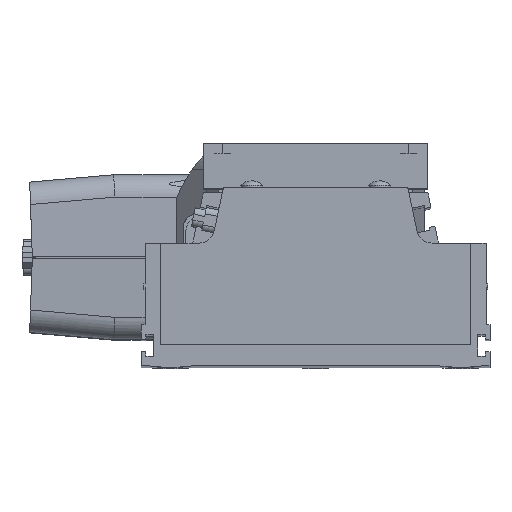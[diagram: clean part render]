
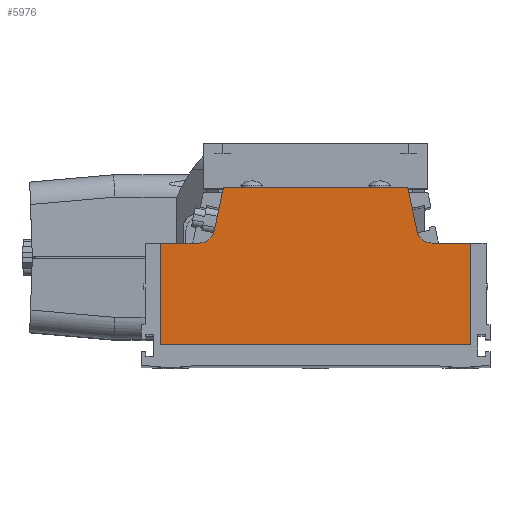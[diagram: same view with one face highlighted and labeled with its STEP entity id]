
A CAD part, top view. The second image highlights one B-rep face of the part: STEP entity #5976.
In plain terms, the highlighted planar face has unit normal (0, 0, 1).
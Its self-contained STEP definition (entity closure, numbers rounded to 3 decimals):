
#69 = CARTESIAN_POINT ( 'NONE',  ( 30.049, 7., 322.5 ) ) ;
#1248 = CARTESIAN_POINT ( 'NONE',  ( -30.049, 7., 322.5 ) ) ;
#1775 = VERTEX_POINT ( 'NONE', #4638 ) ;
#1861 = CARTESIAN_POINT ( 'NONE',  ( -23.784, 17.45, 322.5 ) ) ;
#2158 = DIRECTION ( 'NONE',  ( -1., 0., 0. ) ) ;
#2269 = VECTOR ( 'NONE', #19724, 1000. ) ;
#2291 = EDGE_CURVE ( 'NONE', #3223, #25604, #4316, .T. ) ;
#2435 = EDGE_CURVE ( 'NONE', #23299, #4423, #13096, .T. ) ;
#2470 = FACE_OUTER_BOUND ( 'NONE', #27948, .T. ) ;
#2523 = CARTESIAN_POINT ( 'NONE',  ( 40., 84.488, 322.5 ) ) ;
#3085 = DIRECTION ( 'NONE',  ( 0., 0., -1. ) ) ;
#3223 = VERTEX_POINT ( 'NONE', #7156 ) ;
#3723 = AXIS2_PLACEMENT_3D ( 'NONE', #69, #25297, #4464 ) ;
#4045 = EDGE_CURVE ( 'NONE', #15076, #21752, #25205, .T. ) ;
#4171 = LINE ( 'NONE', #16175, #20001 ) ;
#4261 = EDGE_CURVE ( 'NONE', #4423, #25204, #12702, .T. ) ;
#4316 = CIRCLE ( 'NONE', #24683, 4. ) ;
#4423 = VERTEX_POINT ( 'NONE', #13749 ) ;
#4464 = DIRECTION ( 'NONE',  ( -1., 0., 0. ) ) ;
#4638 = CARTESIAN_POINT ( 'NONE',  ( -40., 3., 322.5 ) ) ;
#4738 = DIRECTION ( 'NONE',  ( 0., 0., -1. ) ) ;
#5260 = LINE ( 'NONE', #7387, #6571 ) ;
#5399 = DIRECTION ( 'NONE',  ( 0., -1., 0. ) ) ;
#5554 = CARTESIAN_POINT ( 'NONE',  ( 26.133, 6.184, 322.5 ) ) ;
#5976 = ADVANCED_FACE ( 'NONE', ( #2470 ), #23318, .F. ) ;
#6430 = ORIENTED_EDGE ( 'NONE', *, *, #12988, .F. ) ;
#6571 = VECTOR ( 'NONE', #14077, 1000. ) ;
#7156 = CARTESIAN_POINT ( 'NONE',  ( -26.133, 6.184, 322.5 ) ) ;
#7387 = CARTESIAN_POINT ( 'NONE',  ( -26.797, 3., 322.5 ) ) ;
#7715 = LINE ( 'NONE', #28846, #2269 ) ;
#11067 = EDGE_CURVE ( 'NONE', #24032, #16536, #15984, .T. ) ;
#11583 = EDGE_CURVE ( 'NONE', #25604, #1775, #7715, .T. ) ;
#11595 = CARTESIAN_POINT ( 'NONE',  ( -40., 84.488, 322.5 ) ) ;
#11959 = DIRECTION ( 'NONE',  ( -1., 0., 0. ) ) ;
#12702 = LINE ( 'NONE', #24853, #15358 ) ;
#12988 = EDGE_CURVE ( 'NONE', #3223, #23299, #5260, .T. ) ;
#13096 = LINE ( 'NONE', #1861, #25676 ) ;
#13749 = CARTESIAN_POINT ( 'NONE',  ( 23.784, 17.45, 322.5 ) ) ;
#13909 = ORIENTED_EDGE ( 'NONE', *, *, #4261, .F. ) ;
#14014 = DIRECTION ( 'NONE',  ( -1., 0., 0. ) ) ;
#14077 = DIRECTION ( 'NONE',  ( 0.204, 0.979, 0. ) ) ;
#15076 = VERTEX_POINT ( 'NONE', #28766 ) ;
#15220 = CARTESIAN_POINT ( 'NONE',  ( -30.049, 3., 322.5 ) ) ;
#15358 = VECTOR ( 'NONE', #19693, 1000. ) ;
#15685 = CARTESIAN_POINT ( 'NONE',  ( -40., -23.13, 322.5 ) ) ;
#15984 = LINE ( 'NONE', #25265, #21694 ) ;
#16027 = EDGE_CURVE ( 'NONE', #16536, #25204, #16344, .T. ) ;
#16175 = CARTESIAN_POINT ( 'NONE',  ( -40., 84.488, 322.5 ) ) ;
#16217 = CARTESIAN_POINT ( 'NONE',  ( -40., -23.13, 322.5 ) ) ;
#16344 = CIRCLE ( 'NONE', #3723, 4. ) ;
#16360 = AXIS2_PLACEMENT_3D ( 'NONE', #11595, #4738, #14014 ) ;
#16536 = VERTEX_POINT ( 'NONE', #20976 ) ;
#17102 = EDGE_CURVE ( 'NONE', #24032, #15076, #26083, .T. ) ;
#19572 = ORIENTED_EDGE ( 'NONE', *, *, #2291, .T. ) ;
#19693 = DIRECTION ( 'NONE',  ( 0.204, -0.979, 0. ) ) ;
#19724 = DIRECTION ( 'NONE',  ( -1., 0., 0. ) ) ;
#20001 = VECTOR ( 'NONE', #27740, 1000. ) ;
#20532 = ORIENTED_EDGE ( 'NONE', *, *, #17102, .F. ) ;
#20976 = CARTESIAN_POINT ( 'NONE',  ( 30.049, 3., 322.5 ) ) ;
#21406 = ORIENTED_EDGE ( 'NONE', *, *, #29805, .T. ) ;
#21616 = ORIENTED_EDGE ( 'NONE', *, *, #2435, .F. ) ;
#21694 = VECTOR ( 'NONE', #2158, 1000. ) ;
#21752 = VERTEX_POINT ( 'NONE', #15685 ) ;
#21957 = DIRECTION ( 'NONE',  ( -1., 0., 0. ) ) ;
#23159 = VECTOR ( 'NONE', #11959, 1000. ) ;
#23299 = VERTEX_POINT ( 'NONE', #28754 ) ;
#23318 = PLANE ( 'NONE',  #16360 ) ;
#24032 = VERTEX_POINT ( 'NONE', #26542 ) ;
#24683 = AXIS2_PLACEMENT_3D ( 'NONE', #1248, #3085, #21957 ) ;
#24805 = DIRECTION ( 'NONE',  ( 1., 0., 0. ) ) ;
#24853 = CARTESIAN_POINT ( 'NONE',  ( 23.784, 17.45, 322.5 ) ) ;
#25018 = ORIENTED_EDGE ( 'NONE', *, *, #4045, .F. ) ;
#25157 = ORIENTED_EDGE ( 'NONE', *, *, #16027, .T. ) ;
#25204 = VERTEX_POINT ( 'NONE', #5554 ) ;
#25205 = LINE ( 'NONE', #16217, #23159 ) ;
#25265 = CARTESIAN_POINT ( 'NONE',  ( -40., 3., 322.5 ) ) ;
#25297 = DIRECTION ( 'NONE',  ( 0., 0., -1. ) ) ;
#25604 = VERTEX_POINT ( 'NONE', #15220 ) ;
#25616 = VECTOR ( 'NONE', #5399, 1000. ) ;
#25676 = VECTOR ( 'NONE', #24805, 1000. ) ;
#26083 = LINE ( 'NONE', #2523, #25616 ) ;
#26542 = CARTESIAN_POINT ( 'NONE',  ( 40., 3., 322.5 ) ) ;
#27740 = DIRECTION ( 'NONE',  ( 0., -1., 0. ) ) ;
#27948 = EDGE_LOOP ( 'NONE', ( #20532, #29703, #25157, #13909, #21616, #6430, #19572, #28063, #21406, #25018 ) ) ;
#28063 = ORIENTED_EDGE ( 'NONE', *, *, #11583, .T. ) ;
#28754 = CARTESIAN_POINT ( 'NONE',  ( -23.784, 17.45, 322.5 ) ) ;
#28766 = CARTESIAN_POINT ( 'NONE',  ( 40., -23.13, 322.5 ) ) ;
#28846 = CARTESIAN_POINT ( 'NONE',  ( -40., 3., 322.5 ) ) ;
#29703 = ORIENTED_EDGE ( 'NONE', *, *, #11067, .T. ) ;
#29805 = EDGE_CURVE ( 'NONE', #1775, #21752, #4171, .T. ) ;
